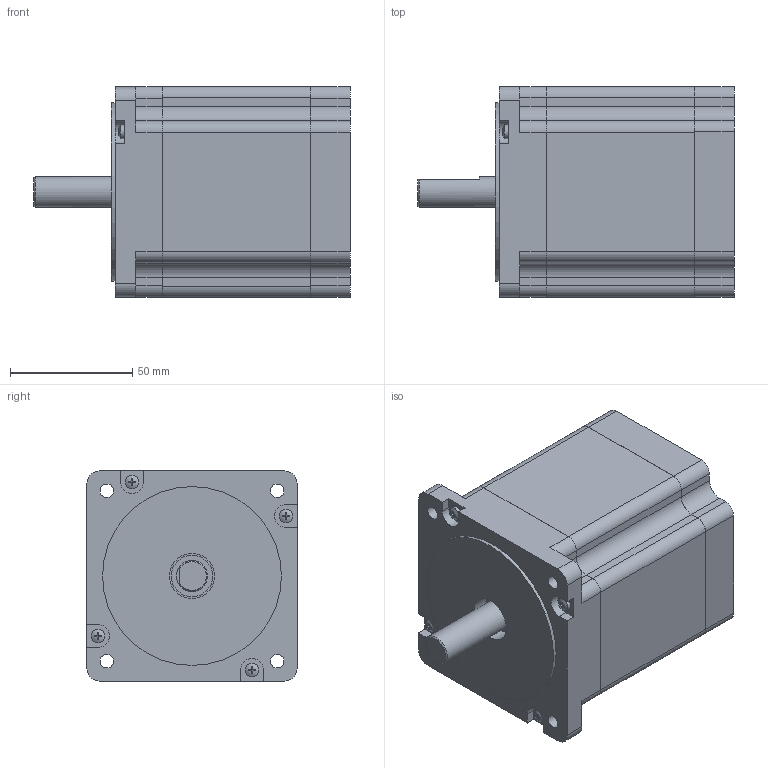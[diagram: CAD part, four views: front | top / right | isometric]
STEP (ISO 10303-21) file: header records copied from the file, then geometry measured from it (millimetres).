
FILE_DESCRIPTION(/* description */ (''),/* implementation_level */ '2;1');
FILE_NAME(/* name */ 'QSH8618-96.step',/* time_stamp */ '2018-12-10T12:55:29+01:00',/* author */ ('jakob.buesch'),/* organization */ (''),/* preprocessor_version */ 'ST-DEVELOPER v17.2',/* originating_system */ 'Autodesk Translation Framework v7.6.0.251',/* authorisation */ '');
FILE_SCHEMA (('AUTOMOTIVE_DESIGN { 1 0 10303 214 3 1 1 }'));
Length unit declared in the file: millimetre
Products named in the file (12): QSH8618-96; ROTOR_ASM; SHAFT; PT86-001; MG86-006; 80STACK; 6203; 6002; FRONT; STATOR; REAR; 1_2_05_130070
Assembly tree (18 placements, depth 3):
  QSH8618-96
    ROTOR_ASM
      SHAFT
      80STACK  x4
      MG86-006  x2
      PT86-001
      6203
      6002
    FRONT
    STATOR
    REAR
    1_2_05_130070  x4
Bounding box: 129.2 x 86 x 86 mm (x, y, z)
Volume: 547336.3 mm3; surface area: 147933.4 mm2
Topology: 17 solids, 21 shells, 328 faces, 862 edges, 593 vertices
Faces by surface type: plane 193, cylinder 120, cone 7, sphere 4, torus 4
Full cylindrical faces by diameter (mm): 2.7 x4, 3 x5, 4.5 x4, 5.5 x4, 5.6 x4, 12.7 x1, 15 x2, 17 x3, 18.5 x1, 19 x5, 19.1 x3, 19.85 x1, 25 x1, 32 x2, 34 x1, 40 x2, 41.5 x4, 48.6 x3, 51.72 x1, 51.805 x2, 52.1 x4, 73 x1, 79.5 x2
Entity records: 7104 total; most frequent: DIRECTION 1267, CARTESIAN_POINT 1215, ORIENTED_EDGE 1099, EDGE_CURVE 551, AXIS2_PLACEMENT_3D 488, VERTEX_POINT 384, LINE 291, VECTOR 291
